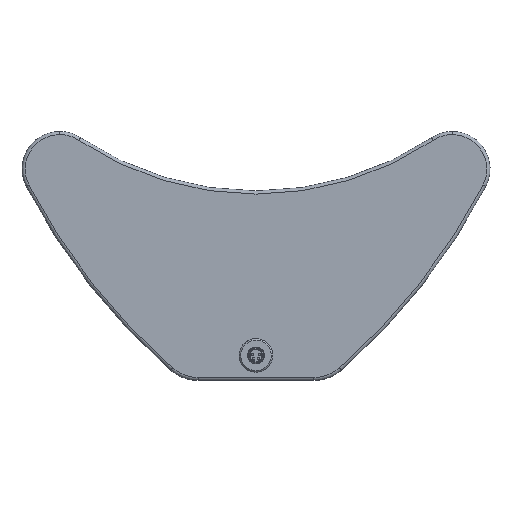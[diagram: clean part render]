
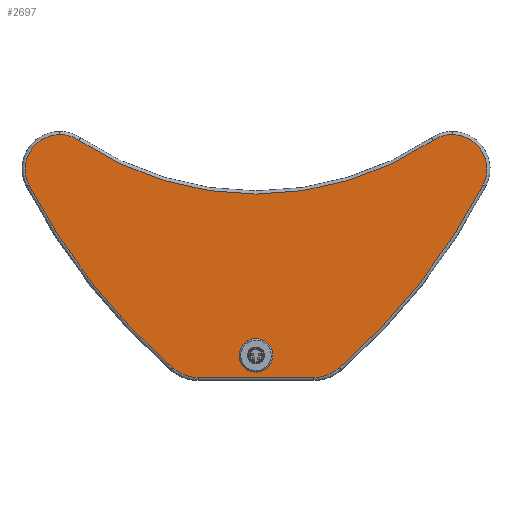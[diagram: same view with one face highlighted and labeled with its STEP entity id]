
A CAD part, front view. The second image highlights one B-rep face of the part: STEP entity #2697.
In plain terms, the highlighted planar face has unit normal (0, -1, 0).
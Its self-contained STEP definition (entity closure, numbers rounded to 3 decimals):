
#62 = EDGE_CURVE ( 'NONE', #1491, #3405, #1330, .T. ) ;
#154 = DIRECTION ( 'NONE',  ( 0., 1., 0. ) ) ;
#157 = ORIENTED_EDGE ( 'NONE', *, *, #1061, .T. ) ;
#240 = CARTESIAN_POINT ( 'NONE',  ( 27.647, -11.5, -72.5 ) ) ;
#262 = AXIS2_PLACEMENT_3D ( 'NONE', #240, #1249, #3982 ) ;
#394 = CIRCLE ( 'NONE', #978, 8.025 ) ;
#401 = DIRECTION ( 'NONE',  ( 1., 0., 0. ) ) ;
#451 = VERTEX_POINT ( 'NONE', #2257 ) ;
#484 = ORIENTED_EDGE ( 'NONE', *, *, #699, .F. ) ;
#529 = DIRECTION ( 'NONE',  ( 0., -1., 0. ) ) ;
#532 = ORIENTED_EDGE ( 'NONE', *, *, #62, .T. ) ;
#656 = EDGE_CURVE ( 'NONE', #2592, #2139, #1187, .T. ) ;
#668 = CARTESIAN_POINT ( 'NONE',  ( 0., -11.5, -80.5 ) ) ;
#699 = EDGE_CURVE ( 'NONE', #3011, #2162, #394, .T. ) ;
#714 = VERTEX_POINT ( 'NONE', #1194 ) ;
#756 = PLANE ( 'NONE',  #2258 ) ;
#783 = CARTESIAN_POINT ( 'NONE',  ( -27.647, -11.5, -72.5 ) ) ;
#784 = VECTOR ( 'NONE', #401, 1000. ) ;
#822 = ORIENTED_EDGE ( 'NONE', *, *, #2799, .T. ) ;
#880 = CIRCLE ( 'NONE', #3937, 16.5 ) ;
#944 = VERTEX_POINT ( 'NONE', #1598 ) ;
#947 = CIRCLE ( 'NONE', #3290, 152.5 ) ;
#959 = DIRECTION ( 'NONE',  ( 0., 0., 1. ) ) ;
#964 = DIRECTION ( 'NONE',  ( 0., 0., 1. ) ) ;
#966 = DIRECTION ( 'NONE',  ( 0., -1., 0. ) ) ;
#969 = CARTESIAN_POINT ( 'NONE',  ( 84.653, -11.5, 22.231 ) ) ;
#970 = CARTESIAN_POINT ( 'NONE',  ( -93.812, -11.5, 8.506 ) ) ;
#978 = AXIS2_PLACEMENT_3D ( 'NONE', #3195, #2531, #4165 ) ;
#997 = ORIENTED_EDGE ( 'NONE', *, *, #1524, .F. ) ;
#1048 = CIRCLE ( 'NONE', #1626, 298.5 ) ;
#1049 = DIRECTION ( 'NONE',  ( 0., 0., 1. ) ) ;
#1061 = EDGE_CURVE ( 'NONE', #3842, #2592, #947, .T. ) ;
#1112 = CARTESIAN_POINT ( 'NONE',  ( 27.647, -11.5, -91. ) ) ;
#1145 = DIRECTION ( 'NONE',  ( 0., -1., 0. ) ) ;
#1166 = EDGE_CURVE ( 'NONE', #3405, #1694, #3869, .T. ) ;
#1170 = CARTESIAN_POINT ( 'NONE',  ( -84.653, -11.5, 22.231 ) ) ;
#1187 = CIRCLE ( 'NONE', #2336, 16.5 ) ;
#1194 = CARTESIAN_POINT ( 'NONE',  ( 93.812, -11.5, 25.006 ) ) ;
#1249 = DIRECTION ( 'NONE',  ( 0., -1., 0. ) ) ;
#1294 = DIRECTION ( 'NONE',  ( 0., -1., 0. ) ) ;
#1330 = CIRCLE ( 'NONE', #1893, 18.5 ) ;
#1401 = CIRCLE ( 'NONE', #262, 18.5 ) ;
#1416 = ORIENTED_EDGE ( 'NONE', *, *, #3271, .T. ) ;
#1491 = VERTEX_POINT ( 'NONE', #4076 ) ;
#1523 = DIRECTION ( 'NONE',  ( 0., 0., 1. ) ) ;
#1524 = EDGE_CURVE ( 'NONE', #2162, #3011, #4124, .T. ) ;
#1598 = CARTESIAN_POINT ( 'NONE',  ( 108.456, -11.5, 0.902 ) ) ;
#1626 = AXIS2_PLACEMENT_3D ( 'NONE', #3693, #3035, #1049 ) ;
#1694 = VERTEX_POINT ( 'NONE', #1112 ) ;
#1727 = DIRECTION ( 'NONE',  ( 0., 1., 0. ) ) ;
#1738 = DIRECTION ( 'NONE',  ( 0., -1., 0. ) ) ;
#1841 = CARTESIAN_POINT ( 'NONE',  ( -27.647, -11.5, -91. ) ) ;
#1857 = FACE_OUTER_BOUND ( 'NONE', #2355, .T. ) ;
#1893 = AXIS2_PLACEMENT_3D ( 'NONE', #783, #529, #3576 ) ;
#2071 = AXIS2_PLACEMENT_3D ( 'NONE', #668, #966, #4036 ) ;
#2123 = CARTESIAN_POINT ( 'NONE',  ( 140., -11.5, 92.5 ) ) ;
#2139 = VERTEX_POINT ( 'NONE', #3985 ) ;
#2162 = VERTEX_POINT ( 'NONE', #3364 ) ;
#2189 = AXIS2_PLACEMENT_3D ( 'NONE', #3342, #1294, #959 ) ;
#2212 = VERTEX_POINT ( 'NONE', #4150 ) ;
#2257 = CARTESIAN_POINT ( 'NONE',  ( 39.811, -11.5, -86.439 ) ) ;
#2258 = AXIS2_PLACEMENT_3D ( 'NONE', #2123, #154, #1523 ) ;
#2336 = AXIS2_PLACEMENT_3D ( 'NONE', #4186, #1145, #2506 ) ;
#2355 = EDGE_LOOP ( 'NONE', ( #3628, #1416, #2512, #157, #3771, #822, #2994, #532, #2544, #3999 ) ) ;
#2503 = FACE_BOUND ( 'NONE', #2917, .T. ) ;
#2506 = DIRECTION ( 'NONE',  ( 0., 0., 1. ) ) ;
#2512 = ORIENTED_EDGE ( 'NONE', *, *, #4053, .T. ) ;
#2531 = DIRECTION ( 'NONE',  ( 0., -1., 0. ) ) ;
#2544 = ORIENTED_EDGE ( 'NONE', *, *, #1166, .T. ) ;
#2592 = VERTEX_POINT ( 'NONE', #1170 ) ;
#2665 = DIRECTION ( 'NONE',  ( 0., -1., 0. ) ) ;
#2697 = ADVANCED_FACE ( 'NONE', ( #1857, #2503 ), #756, .F. ) ;
#2751 = AXIS2_PLACEMENT_3D ( 'NONE', #4110, #1738, #2846 ) ;
#2799 = EDGE_CURVE ( 'NONE', #2139, #2212, #3667, .T. ) ;
#2846 = DIRECTION ( 'NONE',  ( 0., 0., 1. ) ) ;
#2917 = EDGE_LOOP ( 'NONE', ( #484, #997 ) ) ;
#2994 = ORIENTED_EDGE ( 'NONE', *, *, #3179, .T. ) ;
#3011 = VERTEX_POINT ( 'NONE', #3248 ) ;
#3035 = DIRECTION ( 'NONE',  ( 0., -1., 0. ) ) ;
#3051 = EDGE_CURVE ( 'NONE', #1694, #451, #1401, .T. ) ;
#3159 = EDGE_CURVE ( 'NONE', #451, #944, #1048, .T. ) ;
#3179 = EDGE_CURVE ( 'NONE', #2212, #1491, #4099, .T. ) ;
#3195 = CARTESIAN_POINT ( 'NONE',  ( 0., -11.5, -80.5 ) ) ;
#3248 = CARTESIAN_POINT ( 'NONE',  ( 0., -11.5, -88.525 ) ) ;
#3271 = EDGE_CURVE ( 'NONE', #944, #714, #3663, .T. ) ;
#3290 = AXIS2_PLACEMENT_3D ( 'NONE', #4081, #1727, #4060 ) ;
#3342 = CARTESIAN_POINT ( 'NONE',  ( 156.458, -11.5, 138.463 ) ) ;
#3364 = CARTESIAN_POINT ( 'NONE',  ( 0., -11.5, -72.475 ) ) ;
#3386 = AXIS2_PLACEMENT_3D ( 'NONE', #970, #2665, #4013 ) ;
#3405 = VERTEX_POINT ( 'NONE', #1841 ) ;
#3470 = CARTESIAN_POINT ( 'NONE',  ( 140., -11.5, -91. ) ) ;
#3576 = DIRECTION ( 'NONE',  ( 0., 0., 1. ) ) ;
#3628 = ORIENTED_EDGE ( 'NONE', *, *, #3159, .T. ) ;
#3651 = CARTESIAN_POINT ( 'NONE',  ( 93.812, -11.5, 8.506 ) ) ;
#3663 = CIRCLE ( 'NONE', #2751, 16.5 ) ;
#3667 = CIRCLE ( 'NONE', #3386, 16.5 ) ;
#3693 = CARTESIAN_POINT ( 'NONE',  ( -156.458, -11.5, 138.463 ) ) ;
#3771 = ORIENTED_EDGE ( 'NONE', *, *, #656, .T. ) ;
#3842 = VERTEX_POINT ( 'NONE', #969 ) ;
#3869 = LINE ( 'NONE', #3470, #784 ) ;
#3937 = AXIS2_PLACEMENT_3D ( 'NONE', #3651, #4007, #964 ) ;
#3982 = DIRECTION ( 'NONE',  ( 0., 0., 1. ) ) ;
#3985 = CARTESIAN_POINT ( 'NONE',  ( -93.812, -11.5, 25.006 ) ) ;
#3999 = ORIENTED_EDGE ( 'NONE', *, *, #3051, .T. ) ;
#4007 = DIRECTION ( 'NONE',  ( 0., -1., 0. ) ) ;
#4013 = DIRECTION ( 'NONE',  ( 0., 0., 1. ) ) ;
#4036 = DIRECTION ( 'NONE',  ( 0., 0., -1. ) ) ;
#4053 = EDGE_CURVE ( 'NONE', #714, #3842, #880, .T. ) ;
#4060 = DIRECTION ( 'NONE',  ( 0., 0., 1. ) ) ;
#4076 = CARTESIAN_POINT ( 'NONE',  ( -39.811, -11.5, -86.439 ) ) ;
#4081 = CARTESIAN_POINT ( 'NONE',  ( 0., -11.5, 149.077 ) ) ;
#4099 = CIRCLE ( 'NONE', #2189, 298.5 ) ;
#4110 = CARTESIAN_POINT ( 'NONE',  ( 93.812, -11.5, 8.506 ) ) ;
#4124 = CIRCLE ( 'NONE', #2071, 8.025 ) ;
#4150 = CARTESIAN_POINT ( 'NONE',  ( -108.456, -11.5, 0.902 ) ) ;
#4165 = DIRECTION ( 'NONE',  ( 0., 0., -1. ) ) ;
#4186 = CARTESIAN_POINT ( 'NONE',  ( -93.812, -11.5, 8.506 ) ) ;
